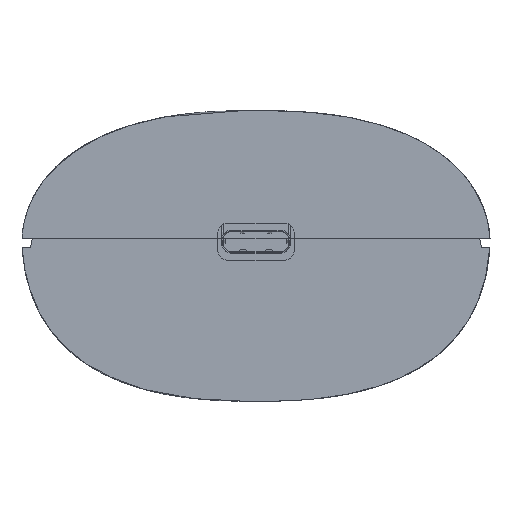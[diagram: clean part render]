
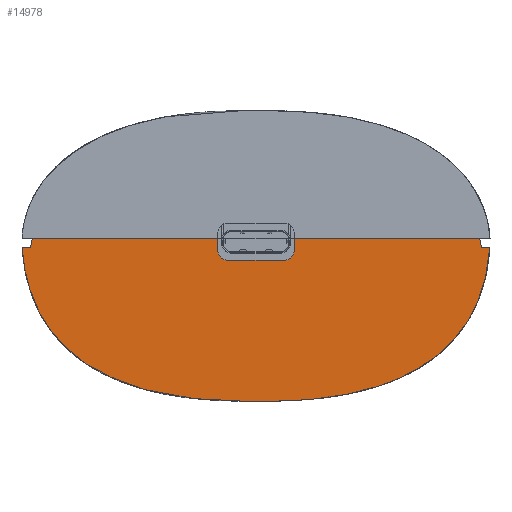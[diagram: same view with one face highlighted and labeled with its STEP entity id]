
A CAD part, front view. The second image highlights one B-rep face of the part: STEP entity #14978.
In plain terms, the highlighted planar face has unit normal (0, -1, 0).
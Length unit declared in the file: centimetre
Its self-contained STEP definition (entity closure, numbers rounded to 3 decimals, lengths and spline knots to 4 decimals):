
#749=B_SPLINE_CURVE_WITH_KNOTS('',3,(#34302,#34303,#34304,#34305,#34306,
#34307,#34308,#34309,#34310,#34311,#34312,#34313,#34314,#34315,#34316,#34317,
#34318,#34319,#34320,#34321,#34322,#34323,#34324,#34325,#34326,#34327,#34328,
#34329),.UNSPECIFIED.,.F.,.U.,(4,2,2,2,2,2,2,2,2,2,2,2,2,4),(0.,
0.0048,0.0096,0.012,0.0145,
0.0193,0.0217,0.0241,0.0265,
0.0289,0.0313,0.0325,0.0337,
0.0386),.UNSPECIFIED.);
#785=B_SPLINE_CURVE_WITH_KNOTS('',3,(#35788,#35789,#35790,#35791,#35792,
#35793,#35794,#35795,#35796,#35797,#35798,#35799,#35800,#35801,#35802,#35803,
#35804,#35805,#35806,#35807,#35808,#35809,#35810,#35811,#35812,#35813,#35814,
#35815),.UNSPECIFIED.,.F.,.U.,(4,2,2,2,2,2,2,2,2,2,2,2,2,4),(0.0003,
0.0051,0.0063,0.0076,0.01,
0.0124,0.0148,0.0172,0.0196,
0.0245,0.0269,0.0293,0.0342,
0.039),.UNSPECIFIED.);
#1287=CIRCLE('',#15679,0.115);
#1288=CIRCLE('',#15682,0.115);
#1912=VERTEX_POINT('',#28191);
#1913=VERTEX_POINT('',#28193);
#1914=VERTEX_POINT('',#28197);
#1915=VERTEX_POINT('',#28201);
#1916=VERTEX_POINT('',#28205);
#2081=VERTEX_POINT('',#33769);
#2082=VERTEX_POINT('',#33771);
#2120=VERTEX_POINT('',#34301);
#2121=VERTEX_POINT('',#34330);
#2159=VERTEX_POINT('',#35537);
#2160=VERTEX_POINT('',#35539);
#2161=VERTEX_POINT('',#35542);
#2178=VERTEX_POINT('',#35816);
#2181=VERTEX_POINT('',#35879);
#3385=VECTOR('',#17026,1.);
#3389=VECTOR('',#17035,1.);
#3502=VECTOR('',#17246,1.);
#3551=VECTOR('',#17357,1.);
#3553=VECTOR('',#17359,1.);
#3558=VECTOR('',#17386,1.);
#3560=VECTOR('',#17389,1.);
#3561=VECTOR('',#17390,1.);
#3562=VECTOR('',#17391,1.);
#3563=VECTOR('',#17392,1.);
#4715=LINE('',#28192,#3385);
#4719=LINE('',#28202,#3389);
#4832=LINE('',#33770,#3502);
#4881=LINE('',#35538,#3551);
#4883=LINE('',#35541,#3553);
#4888=LINE('',#35731,#3558);
#4890=LINE('',#35877,#3560);
#4891=LINE('',#35878,#3561);
#4892=LINE('',#35880,#3562);
#4893=LINE('',#35881,#3563);
#6252=EDGE_CURVE('',#1912,#1913,#4715,.T.);
#6255=EDGE_CURVE('',#1912,#1914,#1287,.T.);
#6257=EDGE_CURVE('',#1915,#1914,#4719,.T.);
#6259=EDGE_CURVE('',#1915,#1916,#1288,.T.);
#6477=EDGE_CURVE('',#2081,#2082,#4832,.T.);
#6545=EDGE_CURVE('',#2120,#2121,#749,.T.);
#6612=EDGE_CURVE('',#2159,#2160,#4881,.T.);
#6614=EDGE_CURVE('',#1913,#2161,#4883,.T.);
#6633=EDGE_CURVE('',#2160,#1916,#4888,.T.);
#6634=EDGE_CURVE('',#2082,#2178,#785,.T.);
#6642=EDGE_CURVE('',#2161,#2081,#4890,.T.);
#6643=EDGE_CURVE('',#2181,#2159,#4891,.T.);
#6644=EDGE_CURVE('',#2121,#2181,#4892,.T.);
#6645=EDGE_CURVE('',#2178,#2120,#4893,.T.);
#9675=ORIENTED_EDGE('',*,*,#6634,.F.);
#9676=ORIENTED_EDGE('',*,*,#6477,.F.);
#9677=ORIENTED_EDGE('',*,*,#6642,.F.);
#9678=ORIENTED_EDGE('',*,*,#6614,.F.);
#9679=ORIENTED_EDGE('',*,*,#6252,.F.);
#9680=ORIENTED_EDGE('',*,*,#6255,.T.);
#9681=ORIENTED_EDGE('',*,*,#6257,.F.);
#9682=ORIENTED_EDGE('',*,*,#6259,.T.);
#9683=ORIENTED_EDGE('',*,*,#6633,.F.);
#9684=ORIENTED_EDGE('',*,*,#6612,.F.);
#9685=ORIENTED_EDGE('',*,*,#6643,.F.);
#9686=ORIENTED_EDGE('',*,*,#6644,.F.);
#9687=ORIENTED_EDGE('',*,*,#6545,.F.);
#9688=ORIENTED_EDGE('',*,*,#6645,.F.);
#13209=EDGE_LOOP('',(#9675,#9676,#9677,#9678,#9679,#9680,#9681,#9682,#9683,
#9684,#9685,#9686,#9687,#9688));
#14103=FACE_BOUND('',#13209,.T.);
#14978=ADVANCED_FACE('',(#14103),#53082,.F.);
#15679=AXIS2_PLACEMENT_3D('',#28198,#17031,#17032);
#15682=AXIS2_PLACEMENT_3D('',#28206,#17039,#17040);
#15803=AXIS2_PLACEMENT_3D('',#35876,#17388,$);
#17026=DIRECTION('',(0.017,0.,1.));
#17031=DIRECTION('',(0.,1.,0.));
#17032=DIRECTION('',(0.115,0.,0.));
#17035=DIRECTION('',(1.,0.,0.));
#17039=DIRECTION('',(0.,1.,0.));
#17040=DIRECTION('',(0.115,0.,0.));
#17246=DIRECTION('',(1.,0.,0.));
#17357=DIRECTION('',(1.,0.,0.));
#17359=DIRECTION('',(1.,0.,0.));
#17386=DIRECTION('',(0.017,0.,-1.));
#17388=DIRECTION('',(0.,1.,0.));
#17389=DIRECTION('',(0.174,0.,-0.985));
#17390=DIRECTION('',(0.174,0.,0.985));
#17391=DIRECTION('',(1.,0.,0.));
#17392=DIRECTION('',(-1.,0.,0.));
#28191=CARTESIAN_POINT('',(0.4887,-6.5,0.4712));
#28192=CARTESIAN_POINT('',(0.4887,-6.5,0.4712));
#28193=CARTESIAN_POINT('',(0.4916,-6.5,0.6382));
#28197=CARTESIAN_POINT('',(0.3737,-6.5,0.3582));
#28198=CARTESIAN_POINT('',(0.3737,-6.5,0.4732));
#28201=CARTESIAN_POINT('',(-0.3737,-6.5,0.3582));
#28202=CARTESIAN_POINT('',(-0.3737,-6.5,0.3582));
#28205=CARTESIAN_POINT('',(-0.4887,-6.5,0.4712));
#28206=CARTESIAN_POINT('',(-0.3737,-6.5,0.4732));
#33769=CARTESIAN_POINT('',(2.8897,-6.5,0.5182));
#33770=CARTESIAN_POINT('',(2.8897,-6.5,0.5182));
#33771=CARTESIAN_POINT('',(2.9983,-6.5,0.5182));
#34301=CARTESIAN_POINT('',(-0.15,-6.5,-1.4518));
#34302=CARTESIAN_POINT('',(-0.15,-6.5,-1.4518));
#34303=CARTESIAN_POINT('',(-0.3119,-6.5,-1.4518));
#34304=CARTESIAN_POINT('',(-0.4732,-6.5,-1.4462));
#34305=CARTESIAN_POINT('',(-0.7939,-6.5,-1.4211));
#34306=CARTESIAN_POINT('',(-0.9533,-6.5,-1.4015));
#34307=CARTESIAN_POINT('',(-1.1908,-6.5,-1.3582));
#34308=CARTESIAN_POINT('',(-1.2696,-6.5,-1.3414));
#34309=CARTESIAN_POINT('',(-1.4266,-6.5,-1.3023));
#34310=CARTESIAN_POINT('',(-1.5051,-6.5,-1.2799));
#34311=CARTESIAN_POINT('',(-1.7362,-6.5,-1.2036));
#34312=CARTESIAN_POINT('',(-1.885,-6.5,-1.141));
#34313=CARTESIAN_POINT('',(-2.0977,-6.5,-1.0231));
#34314=CARTESIAN_POINT('',(-2.1671,-6.5,-0.9795));
#34315=CARTESIAN_POINT('',(-2.2987,-6.5,-0.8852));
#34316=CARTESIAN_POINT('',(-2.3612,-6.5,-0.8343));
#34317=CARTESIAN_POINT('',(-2.4791,-6.5,-0.7245));
#34318=CARTESIAN_POINT('',(-2.5345,-6.5,-0.6656));
#34319=CARTESIAN_POINT('',(-2.6376,-6.5,-0.5389));
#34320=CARTESIAN_POINT('',(-2.6842,-6.5,-0.4725));
#34321=CARTESIAN_POINT('',(-2.7673,-6.5,-0.3347));
#34322=CARTESIAN_POINT('',(-2.8039,-6.5,-0.2631));
#34323=CARTESIAN_POINT('',(-2.8518,-6.5,-0.1518));
#34324=CARTESIAN_POINT('',(-2.8666,-6.5,-0.1141));
#34325=CARTESIAN_POINT('',(-2.8939,-6.5,-0.0374));
#34326=CARTESIAN_POINT('',(-2.9063,-6.5,0.0015));
#34327=CARTESIAN_POINT('',(-2.9623,-6.5,0.1964));
#34328=CARTESIAN_POINT('',(-2.9878,-6.5,0.3559));
#34329=CARTESIAN_POINT('',(-2.9983,-6.5,0.5182));
#34330=CARTESIAN_POINT('',(-2.9983,-6.5,0.5182));
#35537=CARTESIAN_POINT('',(-2.8685,-6.5,0.6382));
#35538=CARTESIAN_POINT('',(-2.8685,-6.5,0.6382));
#35539=CARTESIAN_POINT('',(-0.4916,-6.5,0.6382));
#35541=CARTESIAN_POINT('',(0.4916,-6.5,0.6382));
#35542=CARTESIAN_POINT('',(2.8685,-6.5,0.6382));
#35731=CARTESIAN_POINT('',(-0.4916,-6.5,0.6382));
#35788=CARTESIAN_POINT('',(2.9983,-6.5,0.5182));
#35789=CARTESIAN_POINT('',(2.9879,-6.5,0.3564));
#35790=CARTESIAN_POINT('',(2.9624,-6.5,0.1973));
#35791=CARTESIAN_POINT('',(2.9067,-6.5,0.0028));
#35792=CARTESIAN_POINT('',(2.8944,-6.5,-0.036));
#35793=CARTESIAN_POINT('',(2.8672,-6.5,-0.1125));
#35794=CARTESIAN_POINT('',(2.8525,-6.5,-0.1502));
#35795=CARTESIAN_POINT('',(2.8048,-6.5,-0.2612));
#35796=CARTESIAN_POINT('',(2.7684,-6.5,-0.3326));
#35797=CARTESIAN_POINT('',(2.6857,-6.5,-0.4703));
#35798=CARTESIAN_POINT('',(2.6394,-6.5,-0.5365));
#35799=CARTESIAN_POINT('',(2.5368,-6.5,-0.663));
#35800=CARTESIAN_POINT('',(2.4816,-6.5,-0.7219));
#35801=CARTESIAN_POINT('',(2.3642,-6.5,-0.8317));
#35802=CARTESIAN_POINT('',(2.302,-6.5,-0.8826));
#35803=CARTESIAN_POINT('',(2.171,-6.5,-0.9769));
#35804=CARTESIAN_POINT('',(2.1019,-6.5,-1.0205));
#35805=CARTESIAN_POINT('',(1.8899,-6.5,-1.1386));
#35806=CARTESIAN_POINT('',(1.7416,-6.5,-1.2015));
#35807=CARTESIAN_POINT('',(1.5113,-6.5,-1.278));
#35808=CARTESIAN_POINT('',(1.4332,-6.5,-1.3005));
#35809=CARTESIAN_POINT('',(1.2761,-6.5,-1.34));
#35810=CARTESIAN_POINT('',(1.1969,-6.5,-1.357));
#35811=CARTESIAN_POINT('',(0.9581,-6.5,-1.4009));
#35812=CARTESIAN_POINT('',(0.7968,-6.5,-1.4208));
#35813=CARTESIAN_POINT('',(0.474,-6.5,-1.4462));
#35814=CARTESIAN_POINT('',(0.3122,-6.5,-1.4518));
#35815=CARTESIAN_POINT('',(0.15,-6.5,-1.4518));
#35816=CARTESIAN_POINT('',(0.15,-6.5,-1.4518));
#35876=CARTESIAN_POINT('',(0.0007,-6.5,-0.192));
#35877=CARTESIAN_POINT('',(2.8685,-6.5,0.6382));
#35878=CARTESIAN_POINT('',(-2.8897,-6.5,0.5182));
#35879=CARTESIAN_POINT('',(-2.8897,-6.5,0.5182));
#35880=CARTESIAN_POINT('',(-2.9983,-6.5,0.5182));
#35881=CARTESIAN_POINT('',(0.15,-6.5,-1.4518));
#53082=PLANE('',#15803);
